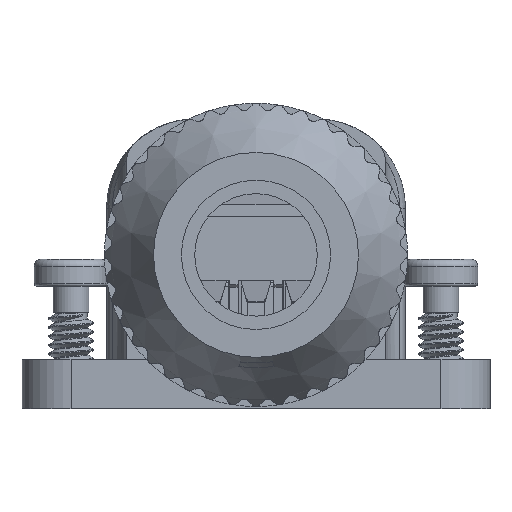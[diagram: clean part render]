
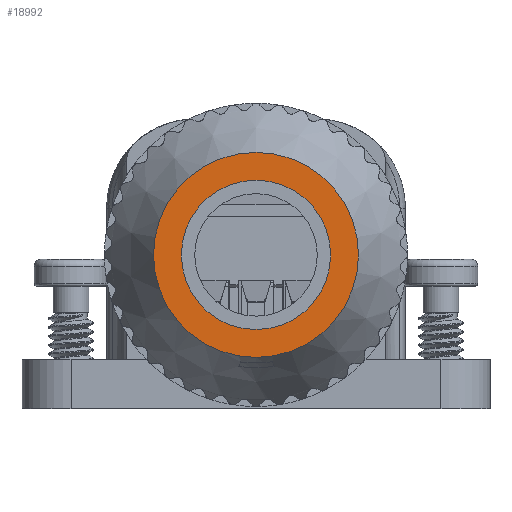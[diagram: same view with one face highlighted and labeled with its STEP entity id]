
A CAD part, front view. The second image highlights one B-rep face of the part: STEP entity #18992.
In plain terms, the highlighted planar face has unit normal (0, -1, 0).
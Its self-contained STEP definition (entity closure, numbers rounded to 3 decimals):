
#18753=CARTESIAN_POINT('',(0.,-17.05,3.55));
#18754=VERTEX_POINT('',#18753);
#18755=CARTESIAN_POINT('',(0.,-17.05,6.9));
#18756=DIRECTION('',(0.,0.,-1.));
#18757=DIRECTION('',(0.,-1.,0.));
#18758=AXIS2_PLACEMENT_3D('',#18755,#18757,#18756);
#18759=CIRCLE('',#18758,3.35);
#18760=EDGE_CURVE('',#18754,#18754,#18759,.T.);
#18973=CARTESIAN_POINT('',(0.,-17.05,6.9));
#18974=DIRECTION('',(1.,0.,0.));
#18975=DIRECTION('',(0.,-1.,0.));
#18976=AXIS2_PLACEMENT_3D('',#18973,#18975,#18974);
#18977=PLANE('',#18976);
#18978=CARTESIAN_POINT('',(0.,-17.05,11.5));
#18979=VERTEX_POINT('',#18978);
#18980=CARTESIAN_POINT('',(0.,-17.05,6.9));
#18981=DIRECTION('',(0.,0.,1.));
#18982=DIRECTION('',(0.,-1.,0.));
#18983=AXIS2_PLACEMENT_3D('',#18980,#18982,#18981);
#18984=CIRCLE('',#18983,4.6);
#18985=EDGE_CURVE('',#18979,#18979,#18984,.T.);
#18986=ORIENTED_EDGE('',*,*,#18985,.T.);
#18987=EDGE_LOOP('',(#18986));
#18988=FACE_OUTER_BOUND('',#18987,.T.);
#18989=ORIENTED_EDGE('',*,*,#18760,.F.);
#18990=EDGE_LOOP('',(#18989));
#18991=FACE_BOUND('',#18990,.T.);
#18992=ADVANCED_FACE('',(#18988,#18991),#18977,.T.);
